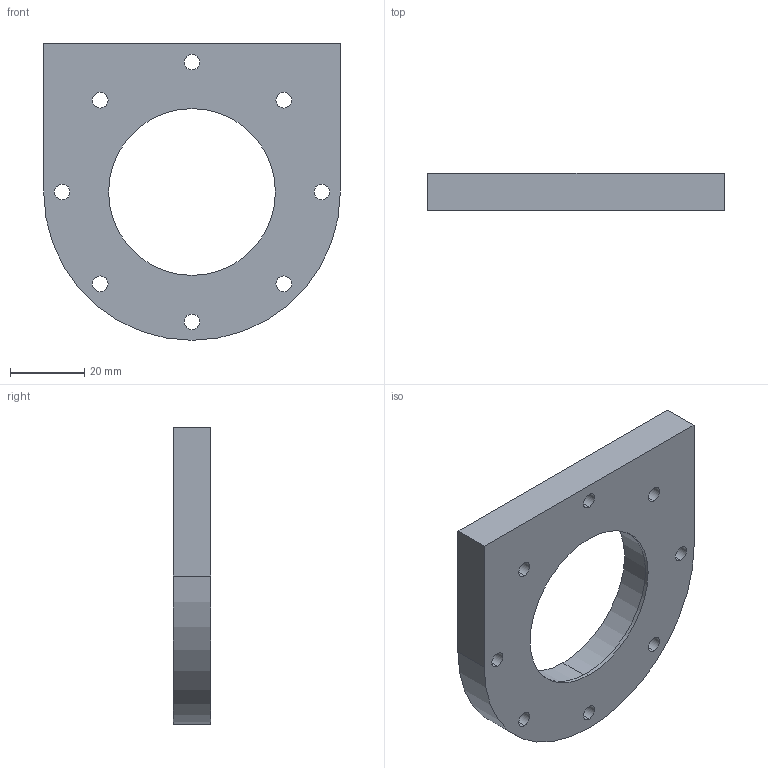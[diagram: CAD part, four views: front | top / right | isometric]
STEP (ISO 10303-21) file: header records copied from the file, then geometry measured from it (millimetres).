
FILE_DESCRIPTION (( 'STEP AP214' ), '1' );
FILE_NAME ('单列末端输出固定座-1204.STEP', '2025-10-24T04:54:09', ( '' ), ( '' ), 'SwSTEP 2.0', 'SolidWorks 2023', '' );
FILE_SCHEMA (( 'AUTOMOTIVE_DESIGN' ));
Length unit declared in the file: millimetre
Products named in the file (1): 单列末端输出固定座-1204
Bounding box: 80 x 10 x 80 mm (x, y, z)
Volume: 38786.2 mm3; surface area: 13407.9 mm2
Topology: 1 solids, 1 shells, 28 faces, 75 edges, 50 vertices
Faces by surface type: cylinder 22, plane 6
Entity records: 962 total; most frequent: DIRECTION 177, CARTESIAN_POINT 154, ORIENTED_EDGE 150, EDGE_CURVE 75, AXIS2_PLACEMENT_3D 73, VERTEX_POINT 50, EDGE_LOOP 47, CIRCLE 44
